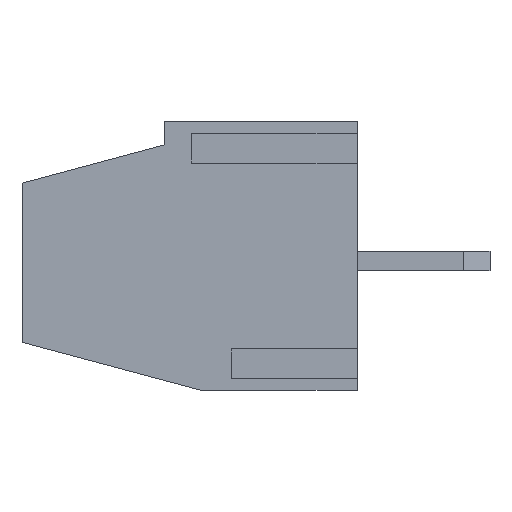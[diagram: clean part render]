
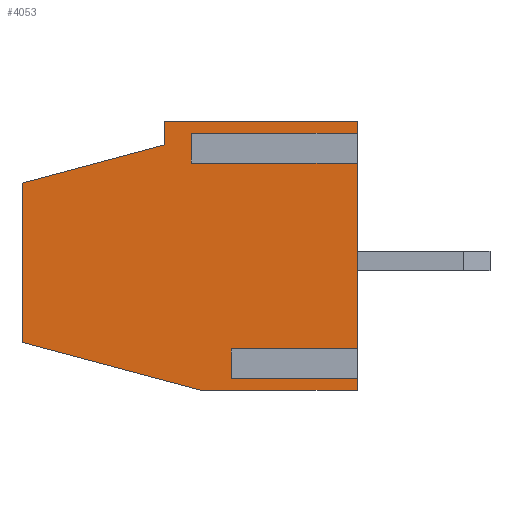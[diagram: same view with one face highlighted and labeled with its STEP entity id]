
A CAD part, left-side view. The second image highlights one B-rep face of the part: STEP entity #4053.
In plain terms, the highlighted planar face has unit normal (-1, 0, 0).
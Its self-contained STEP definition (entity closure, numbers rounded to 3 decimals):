
#72 = LINE ( 'NONE', #22858, #5142 ) ;
#197 = CARTESIAN_POINT ( 'NONE',  ( -2.5, 3.8, -3.368 ) ) ;
#488 = CARTESIAN_POINT ( 'NONE',  ( -2.5, 5., 3.668 ) ) ;
#491 = CARTESIAN_POINT ( 'NONE',  ( -2.5, 0., 4.2 ) ) ;
#617 = ORIENTED_EDGE ( 'NONE', *, *, #3029, .F. ) ;
#851 = DIRECTION ( 'NONE',  ( 0., -1., 0. ) ) ;
#954 = CARTESIAN_POINT ( 'NONE',  ( -2.5, 0., 4.2 ) ) ;
#998 = LINE ( 'NONE', #4915, #24803 ) ;
#1126 = EDGE_CURVE ( 'NONE', #10821, #4411, #3224, .T. ) ;
#1254 = CARTESIAN_POINT ( 'NONE',  ( -2.5, 10.1, 4.2 ) ) ;
#1392 = VECTOR ( 'NONE', #10881, 1000. ) ;
#1672 = DIRECTION ( 'NONE',  ( 0., -1., 0. ) ) ;
#1774 = DIRECTION ( 'NONE',  ( 0., 0., 1. ) ) ;
#1885 = PLANE ( 'NONE',  #5721 ) ;
#1962 = VERTEX_POINT ( 'NONE', #7417 ) ;
#2128 = FACE_OUTER_BOUND ( 'NONE', #4357, .T. ) ;
#2271 = CARTESIAN_POINT ( 'NONE',  ( -2.5, 4.697, -3.9 ) ) ;
#2322 = VERTEX_POINT ( 'NONE', #19378 ) ;
#2478 = VECTOR ( 'NONE', #1672, 1000. ) ;
#3029 = EDGE_CURVE ( 'NONE', #17330, #14061, #21670, .T. ) ;
#3211 = LINE ( 'NONE', #16901, #17289 ) ;
#3224 = LINE ( 'NONE', #954, #4290 ) ;
#3512 = CARTESIAN_POINT ( 'NONE',  ( -2.5, 0., 3.668 ) ) ;
#3657 = DIRECTION ( 'NONE',  ( 1., 0., 0. ) ) ;
#4008 = CARTESIAN_POINT ( 'NONE',  ( -2.5, 5.8, 3.5 ) ) ;
#4053 = ADVANCED_FACE ( 'NONE', ( #2128 ), #1885, .F. ) ;
#4102 = DIRECTION ( 'NONE',  ( 0., 0.966, 0.259 ) ) ;
#4148 = DIRECTION ( 'NONE',  ( 0., 0., -1. ) ) ;
#4283 = VERTEX_POINT ( 'NONE', #3512 ) ;
#4290 = VECTOR ( 'NONE', #7027, 1000. ) ;
#4357 = EDGE_LOOP ( 'NONE', ( #14454, #4568, #8986, #9899, #14518, #10794, #20019, #4393, #15807, #11959, #617, #20048, #19726, #13919, #5452 ) ) ;
#4393 = ORIENTED_EDGE ( 'NONE', *, *, #5144, .T. ) ;
#4411 = VERTEX_POINT ( 'NONE', #20742 ) ;
#4568 = ORIENTED_EDGE ( 'NONE', *, *, #14991, .T. ) ;
#4621 = EDGE_CURVE ( 'NONE', #5861, #7562, #72, .T. ) ;
#4639 = DIRECTION ( 'NONE',  ( 0., -1., 0. ) ) ;
#4729 = DIRECTION ( 'NONE',  ( 0., -1., 0. ) ) ;
#4915 = CARTESIAN_POINT ( 'NONE',  ( -2.5, 10.1, -3.9 ) ) ;
#4952 = LINE ( 'NONE', #18519, #20604 ) ;
#5142 = VECTOR ( 'NONE', #4102, 1000. ) ;
#5144 = EDGE_CURVE ( 'NONE', #4283, #19111, #14130, .T. ) ;
#5188 = VECTOR ( 'NONE', #18904, 1000. ) ;
#5325 = VERTEX_POINT ( 'NONE', #197 ) ;
#5444 = LINE ( 'NONE', #17231, #5699 ) ;
#5452 = ORIENTED_EDGE ( 'NONE', *, *, #1126, .T. ) ;
#5699 = VECTOR ( 'NONE', #14970, 1000. ) ;
#5721 = AXIS2_PLACEMENT_3D ( 'NONE', #11706, #3657, #4148 ) ;
#5760 = EDGE_CURVE ( 'NONE', #10977, #1962, #4952, .T. ) ;
#5861 = VERTEX_POINT ( 'NONE', #2271 ) ;
#6873 = CARTESIAN_POINT ( 'NONE',  ( -2.5, 3.8, -3.368 ) ) ;
#7027 = DIRECTION ( 'NONE',  ( 0., 0., 1. ) ) ;
#7092 = CARTESIAN_POINT ( 'NONE',  ( -2.5, 3.8, -2.832 ) ) ;
#7181 = DIRECTION ( 'NONE',  ( 0., -1., 0. ) ) ;
#7417 = CARTESIAN_POINT ( 'NONE',  ( -2.5, 0., 3.132 ) ) ;
#7562 = VERTEX_POINT ( 'NONE', #12512 ) ;
#8406 = CARTESIAN_POINT ( 'NONE',  ( -2.5, 10.1, 4.2 ) ) ;
#8854 = LINE ( 'NONE', #6873, #1392 ) ;
#8939 = EDGE_CURVE ( 'NONE', #14061, #21686, #23361, .T. ) ;
#8986 = ORIENTED_EDGE ( 'NONE', *, *, #23199, .T. ) ;
#9899 = ORIENTED_EDGE ( 'NONE', *, *, #5760, .T. ) ;
#10006 = EDGE_CURVE ( 'NONE', #21686, #19111, #18065, .T. ) ;
#10605 = VECTOR ( 'NONE', #24108, 1000. ) ;
#10794 = ORIENTED_EDGE ( 'NONE', *, *, #14278, .F. ) ;
#10821 = VERTEX_POINT ( 'NONE', #21691 ) ;
#10881 = DIRECTION ( 'NONE',  ( 0., 0., 1. ) ) ;
#10977 = VERTEX_POINT ( 'NONE', #13205 ) ;
#11706 = CARTESIAN_POINT ( 'NONE',  ( -2.5, 10.1, 4.2 ) ) ;
#11959 = ORIENTED_EDGE ( 'NONE', *, *, #8939, .F. ) ;
#12512 = CARTESIAN_POINT ( 'NONE',  ( -2.5, 10.1, -2.452 ) ) ;
#13205 = CARTESIAN_POINT ( 'NONE',  ( -2.5, 0., -2.832 ) ) ;
#13268 = CARTESIAN_POINT ( 'NONE',  ( -2.5, 5., 3.132 ) ) ;
#13660 = EDGE_CURVE ( 'NONE', #5325, #4411, #3211, .T. ) ;
#13919 = ORIENTED_EDGE ( 'NONE', *, *, #15945, .T. ) ;
#14053 = VECTOR ( 'NONE', #22253, 1000. ) ;
#14061 = VERTEX_POINT ( 'NONE', #23448 ) ;
#14082 = DIRECTION ( 'NONE',  ( 0., -0.966, 0.259 ) ) ;
#14130 = LINE ( 'NONE', #22114, #14053 ) ;
#14255 = CARTESIAN_POINT ( 'NONE',  ( -2.5, 5., 3.668 ) ) ;
#14278 = EDGE_CURVE ( 'NONE', #16230, #2322, #21399, .T. ) ;
#14386 = VECTOR ( 'NONE', #1774, 1000. ) ;
#14454 = ORIENTED_EDGE ( 'NONE', *, *, #13660, .F. ) ;
#14518 = ORIENTED_EDGE ( 'NONE', *, *, #23534, .F. ) ;
#14970 = DIRECTION ( 'NONE',  ( 0., -1., 0. ) ) ;
#14991 = EDGE_CURVE ( 'NONE', #5325, #15089, #8854, .T. ) ;
#15089 = VERTEX_POINT ( 'NONE', #7092 ) ;
#15807 = ORIENTED_EDGE ( 'NONE', *, *, #10006, .F. ) ;
#15945 = EDGE_CURVE ( 'NONE', #5861, #10821, #998, .T. ) ;
#16034 = LINE ( 'NONE', #14255, #23345 ) ;
#16230 = VERTEX_POINT ( 'NONE', #488 ) ;
#16266 = VECTOR ( 'NONE', #14082, 1000. ) ;
#16301 = EDGE_CURVE ( 'NONE', #7562, #17330, #16414, .T. ) ;
#16414 = LINE ( 'NONE', #1254, #10605 ) ;
#16901 = CARTESIAN_POINT ( 'NONE',  ( -2.5, 3.8, -3.368 ) ) ;
#17123 = CARTESIAN_POINT ( 'NONE',  ( -2.5, 5., 3.668 ) ) ;
#17151 = CARTESIAN_POINT ( 'NONE',  ( -2.5, 10.1, 2.348 ) ) ;
#17202 = LINE ( 'NONE', #13268, #2478 ) ;
#17231 = CARTESIAN_POINT ( 'NONE',  ( -2.5, 3.8, -2.832 ) ) ;
#17289 = VECTOR ( 'NONE', #4729, 1000. ) ;
#17330 = VERTEX_POINT ( 'NONE', #17151 ) ;
#18065 = LINE ( 'NONE', #8406, #22199 ) ;
#18519 = CARTESIAN_POINT ( 'NONE',  ( -2.5, 0., 4.2 ) ) ;
#18904 = DIRECTION ( 'NONE',  ( 0., 0., -1. ) ) ;
#19111 = VERTEX_POINT ( 'NONE', #491 ) ;
#19151 = EDGE_CURVE ( 'NONE', #16230, #4283, #16034, .T. ) ;
#19378 = CARTESIAN_POINT ( 'NONE',  ( -2.5, 5., 3.132 ) ) ;
#19726 = ORIENTED_EDGE ( 'NONE', *, *, #4621, .F. ) ;
#20019 = ORIENTED_EDGE ( 'NONE', *, *, #19151, .T. ) ;
#20048 = ORIENTED_EDGE ( 'NONE', *, *, #16301, .F. ) ;
#20604 = VECTOR ( 'NONE', #24440, 1000. ) ;
#20742 = CARTESIAN_POINT ( 'NONE',  ( -2.5, 0., -3.368 ) ) ;
#21399 = LINE ( 'NONE', #17123, #5188 ) ;
#21670 = LINE ( 'NONE', #23942, #16266 ) ;
#21686 = VERTEX_POINT ( 'NONE', #24107 ) ;
#21691 = CARTESIAN_POINT ( 'NONE',  ( -2.5, 0., -3.9 ) ) ;
#22114 = CARTESIAN_POINT ( 'NONE',  ( -2.5, 0., 4.2 ) ) ;
#22199 = VECTOR ( 'NONE', #851, 1000. ) ;
#22253 = DIRECTION ( 'NONE',  ( 0., 0., 1. ) ) ;
#22858 = CARTESIAN_POINT ( 'NONE',  ( -2.5, 10.1, -2.452 ) ) ;
#23199 = EDGE_CURVE ( 'NONE', #15089, #10977, #5444, .T. ) ;
#23345 = VECTOR ( 'NONE', #4639, 1000. ) ;
#23361 = LINE ( 'NONE', #4008, #14386 ) ;
#23448 = CARTESIAN_POINT ( 'NONE',  ( -2.5, 5.8, 3.5 ) ) ;
#23534 = EDGE_CURVE ( 'NONE', #2322, #1962, #17202, .T. ) ;
#23942 = CARTESIAN_POINT ( 'NONE',  ( -2.5, 10.1, 2.348 ) ) ;
#24107 = CARTESIAN_POINT ( 'NONE',  ( -2.5, 5.8, 4.2 ) ) ;
#24108 = DIRECTION ( 'NONE',  ( 0., 0., 1. ) ) ;
#24440 = DIRECTION ( 'NONE',  ( 0., 0., 1. ) ) ;
#24803 = VECTOR ( 'NONE', #7181, 1000. ) ;
